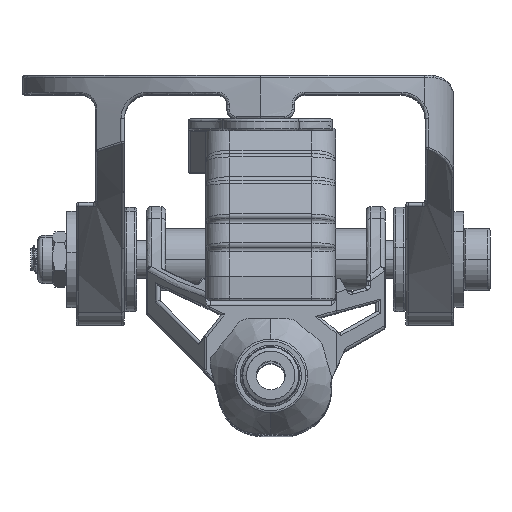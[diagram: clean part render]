
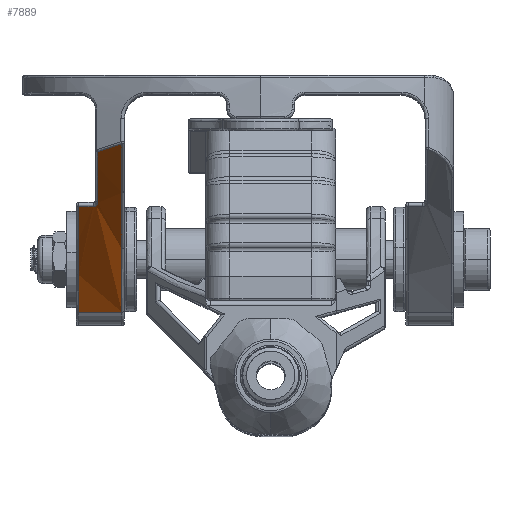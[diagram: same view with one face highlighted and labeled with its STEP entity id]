
A CAD part, top view. The second image highlights one B-rep face of the part: STEP entity #7889.
In plain terms, the highlighted cylindrical face has radius 165.876 mm (diameter 331.751 mm), a partial arc.
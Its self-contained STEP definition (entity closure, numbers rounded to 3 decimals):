
#838 = CARTESIAN_POINT ( 'NONE',  ( -43.494, -11.858, -66.274 ) ) ;
#1178 = EDGE_CURVE ( 'NONE', #29888, #5783, #26044, .T. ) ;
#1489 = DIRECTION ( 'NONE',  ( 1., 0., 0. ) ) ;
#1867 = VECTOR ( 'NONE', #7134, 1000. ) ;
#1941 = EDGE_CURVE ( 'NONE', #26528, #5783, #9441, .T. ) ;
#1982 = FACE_OUTER_BOUND ( 'NONE', #35393, .T. ) ;
#2282 = ORIENTED_EDGE ( 'NONE', *, *, #10050, .T. ) ;
#3294 = LINE ( 'NONE', #19037, #1867 ) ;
#4214 = VERTEX_POINT ( 'NONE', #32386 ) ;
#4892 = CARTESIAN_POINT ( 'NONE',  ( -46.132, -10.236, -61.274 ) ) ;
#5783 = VERTEX_POINT ( 'NONE', #25465 ) ;
#5788 = DIRECTION ( 'NONE',  ( 0., 0., -1. ) ) ;
#6037 = AXIS2_PLACEMENT_3D ( 'NONE', #14400, #38551, #33280 ) ;
#6474 = DIRECTION ( 'NONE',  ( 0., 0., -1. ) ) ;
#6560 = CARTESIAN_POINT ( 'NONE',  ( -27.525, -23.255, -67.274 ) ) ;
#7134 = DIRECTION ( 'NONE',  ( 0., 0., -1. ) ) ;
#7889 = ADVANCED_FACE ( 'NONE', ( #1982 ), #32725, .F. ) ;
#8050 = CIRCLE ( 'NONE', #34131, 165.876 ) ;
#8687 = CARTESIAN_POINT ( 'NONE',  ( -131.698, -152.339, -70.274 ) ) ;
#8839 = CARTESIAN_POINT ( 'NONE',  ( -46.132, -10.236, -61.274 ) ) ;
#9441 = CIRCLE ( 'NONE', #14025, 165.876 ) ;
#10006 = CARTESIAN_POINT ( 'NONE',  ( -27.525, -23.255, -67.099 ) ) ;
#10050 = EDGE_CURVE ( 'NONE', #10149, #4214, #10898, .T. ) ;
#10149 = VERTEX_POINT ( 'NONE', #25573 ) ;
#10838 = CARTESIAN_POINT ( 'NONE',  ( -44.424, -11.274, -64.649 ) ) ;
#10898 = LINE ( 'NONE', #11728, #35948 ) ;
#10974 = CARTESIAN_POINT ( 'NONE',  ( -45.292, -10.742, -62.973 ) ) ;
#11728 = CARTESIAN_POINT ( 'NONE',  ( -5.107, -45.15, -66.774 ) ) ;
#13154 = CARTESIAN_POINT ( 'NONE',  ( -28.242, -22.679, -66.361 ) ) ;
#14025 = AXIS2_PLACEMENT_3D ( 'NONE', #24556, #6474, #36459 ) ;
#14065 = ORIENTED_EDGE ( 'NONE', *, *, #14165, .T. ) ;
#14165 = EDGE_CURVE ( 'NONE', #4214, #23027, #27932, .T. ) ;
#14400 = CARTESIAN_POINT ( 'NONE',  ( -131.698, -152.339, -61.274 ) ) ;
#15464 = EDGE_CURVE ( 'NONE', #17901, #10149, #8050, .T. ) ;
#15989 = AXIS2_PLACEMENT_3D ( 'NONE', #33864, #27536, #1489 ) ;
#16990 = ORIENTED_EDGE ( 'NONE', *, *, #1941, .T. ) ;
#17551 = DIRECTION ( 'NONE',  ( 0., 0., 1. ) ) ;
#17901 = VERTEX_POINT ( 'NONE', #29338 ) ;
#18724 = CARTESIAN_POINT ( 'NONE',  ( -27.759, -23.066, -66.67 ) ) ;
#19037 = CARTESIAN_POINT ( 'NONE',  ( -27.525, -23.255, -66.774 ) ) ;
#19110 = CARTESIAN_POINT ( 'NONE',  ( -28.112, -22.782, -66.415 ) ) ;
#21621 = CARTESIAN_POINT ( 'NONE',  ( -28.772, -22.258, -66.274 ) ) ;
#21865 = CARTESIAN_POINT ( 'NONE',  ( -28.504, -22.471, -66.291 ) ) ;
#23027 = VERTEX_POINT ( 'NONE', #8839 ) ;
#24556 = CARTESIAN_POINT ( 'NONE',  ( -131.698, -152.339, -66.274 ) ) ;
#25465 = CARTESIAN_POINT ( 'NONE',  ( -28.772, -22.258, -66.274 ) ) ;
#25573 = CARTESIAN_POINT ( 'NONE',  ( -5.107, -45.15, -70.274 ) ) ;
#26044 = B_SPLINE_CURVE_WITH_KNOTS ( 'NONE', 3,
 ( #36797, #10006, #31269, #18724, #34154, #19110, #13154, #21865, #30751, #21621 ),
 .UNSPECIFIED., .F., .F.,
 ( 4, 2, 2, 2, 4 ),
 ( 0., 0.001, 0.001, 0.002, 0.002 ),
 .UNSPECIFIED. ) ;
#26300 = ORIENTED_EDGE ( 'NONE', *, *, #15464, .T. ) ;
#26528 = VERTEX_POINT ( 'NONE', #838 ) ;
#27076 = EDGE_CURVE ( 'NONE', #29888, #17901, #3294, .T. ) ;
#27536 = DIRECTION ( 'NONE',  ( 0., 0., 1. ) ) ;
#27932 = CIRCLE ( 'NONE', #6037, 165.876 ) ;
#29185 = ORIENTED_EDGE ( 'NONE', *, *, #1178, .F. ) ;
#29338 = CARTESIAN_POINT ( 'NONE',  ( -27.525, -23.255, -70.274 ) ) ;
#29580 = DIRECTION ( 'NONE',  ( -1., 0., 0. ) ) ;
#29888 = VERTEX_POINT ( 'NONE', #6560 ) ;
#30751 = CARTESIAN_POINT ( 'NONE',  ( -28.637, -22.365, -66.274 ) ) ;
#31269 = CARTESIAN_POINT ( 'NONE',  ( -27.584, -23.206, -66.933 ) ) ;
#32386 = CARTESIAN_POINT ( 'NONE',  ( -5.107, -45.15, -61.274 ) ) ;
#32725 = CYLINDRICAL_SURFACE ( 'NONE', #15989, 165.876 ) ;
#33111 = B_SPLINE_CURVE_WITH_KNOTS ( 'NONE', 3,
 ( #4892, #10974, #10838, #38412 ),
 .UNSPECIFIED., .F., .F.,
 ( 4, 4 ),
 ( 0., 0.006 ),
 .UNSPECIFIED. ) ;
#33280 = DIRECTION ( 'NONE',  ( -1., 0., 0. ) ) ;
#33864 = CARTESIAN_POINT ( 'NONE',  ( -131.698, -152.339, -66.774 ) ) ;
#34131 = AXIS2_PLACEMENT_3D ( 'NONE', #8687, #5788, #29580 ) ;
#34154 = CARTESIAN_POINT ( 'NONE',  ( -27.872, -22.975, -66.569 ) ) ;
#35393 = EDGE_LOOP ( 'NONE', ( #2282, #14065, #36893, #16990, #29185, #37154, #26300 ) ) ;
#35948 = VECTOR ( 'NONE', #17551, 1000. ) ;
#36459 = DIRECTION ( 'NONE',  ( -1., 0., 0. ) ) ;
#36797 = CARTESIAN_POINT ( 'NONE',  ( -27.525, -23.255, -67.274 ) ) ;
#36893 = ORIENTED_EDGE ( 'NONE', *, *, #37156, .T. ) ;
#37154 = ORIENTED_EDGE ( 'NONE', *, *, #27076, .T. ) ;
#37156 = EDGE_CURVE ( 'NONE', #23027, #26528, #33111, .T. ) ;
#38412 = CARTESIAN_POINT ( 'NONE',  ( -43.494, -11.858, -66.274 ) ) ;
#38551 = DIRECTION ( 'NONE',  ( 0., 0., 1. ) ) ;
